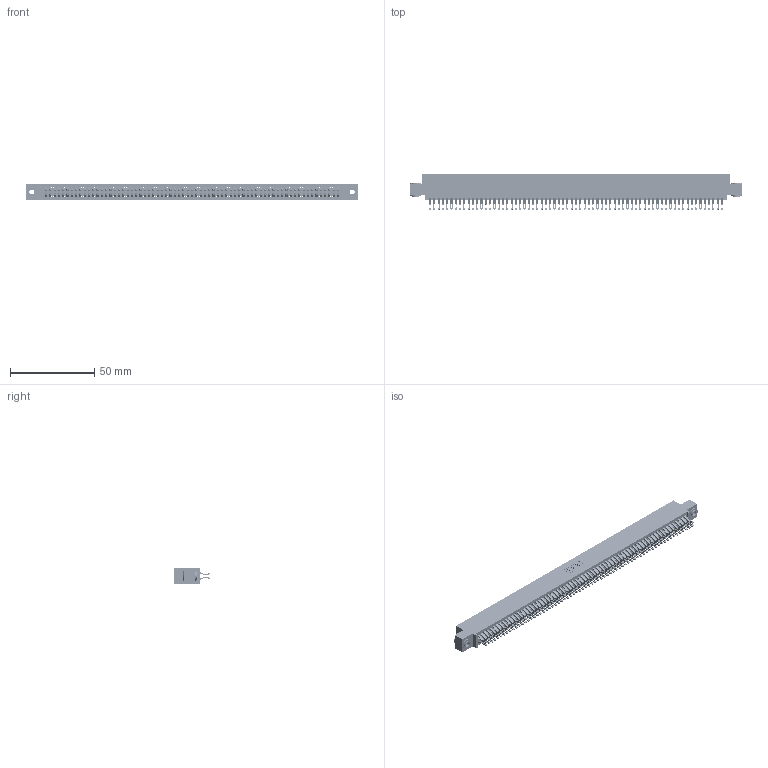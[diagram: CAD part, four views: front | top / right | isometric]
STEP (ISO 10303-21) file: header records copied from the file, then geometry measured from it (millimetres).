
FILE_DESCRIPTION (( 'STEP AP203' ), '1' );
FILE_NAME ('395-138-555-503.STEP', '2018-12-05T16:37:58', ( '' ), ( '' ), 'SwSTEP 2.0', 'SolidWorks 2016', '' );
FILE_SCHEMA (( 'CONFIG_CONTROL_DESIGN' ));
Length unit declared in the file: inch
Products named in the file (4): 395-138-555-503; 345-250-002_345-250-002-102; 345-292-001_555 Tail; 345 Part_0.110 Offset - 0.156 Dia-TH
Assembly tree (141 placements, depth 2):
  395-138-555-503
    345 Part_0.110 Offset - 0.156 Dia-TH
    345-292-001_555 Tail  x138
    345-250-002_345-250-002-102  x2
Bounding box: 196.47 x 21.13 x 9.4 mm (x, y, z)
Volume: 19682.1 mm3; surface area: 31306.4 mm2
Topology: 141 solids, 141 shells, 7896 faces, 24855 edges, 16566 vertices
Faces by surface type: plane 4372, cylinder 3516, cone 8
Entity records: 51612 total; most frequent: CARTESIAN_POINT 8637, ORIENTED_EDGE 8534, DIRECTION 7581, EDGE_CURVE 4267, LINE 3815, VECTOR 3815, VERTEX_POINT 2842, AXIS2_PLACEMENT_3D 1883
